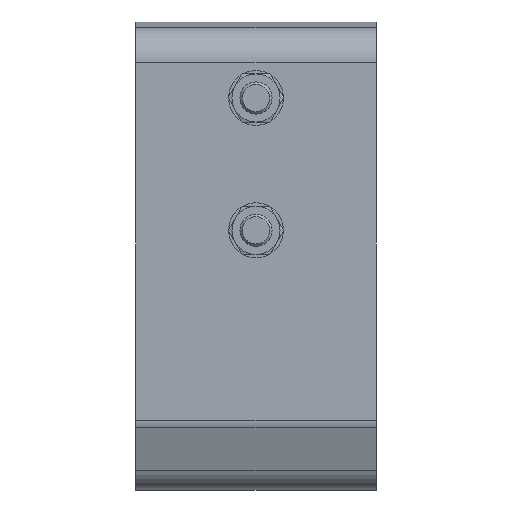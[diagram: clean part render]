
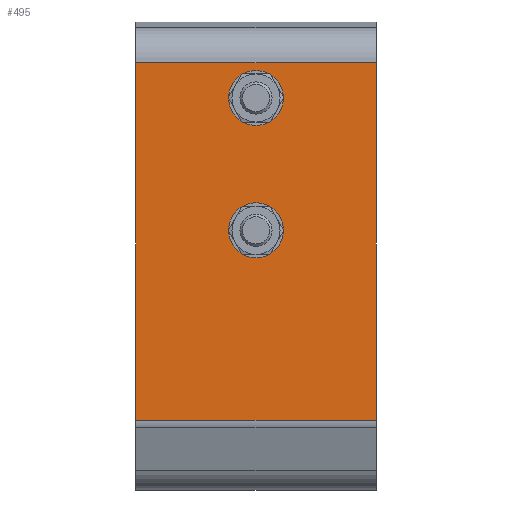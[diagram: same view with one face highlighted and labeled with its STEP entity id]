
A CAD part, left-side view. The second image highlights one B-rep face of the part: STEP entity #495.
In plain terms, the highlighted planar face has unit normal (-1, 0, 0).
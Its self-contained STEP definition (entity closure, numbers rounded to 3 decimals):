
#495=ADVANCED_FACE('',(#932,#933,#934),#935,.T.);
#932=FACE_OUTER_BOUND('',#1366,.T.);
#933=FACE_BOUND('',#1367,.T.);
#934=FACE_BOUND('',#1368,.T.);
#935=PLANE('',#1369);
#1366=EDGE_LOOP('',(#2243,#2244,#2245,#2246));
#1367=EDGE_LOOP('',(#2247));
#1368=EDGE_LOOP('',(#2248));
#1369=AXIS2_PLACEMENT_3D('',#2249,#2250,#2251);
#2243=ORIENTED_EDGE('',*,*,#2887,.T.);
#2244=ORIENTED_EDGE('',*,*,#2561,.T.);
#2245=ORIENTED_EDGE('',*,*,#2898,.T.);
#2246=ORIENTED_EDGE('',*,*,#2689,.T.);
#2247=ORIENTED_EDGE('',*,*,#2883,.T.);
#2248=ORIENTED_EDGE('',*,*,#2857,.T.);
#2249=CARTESIAN_POINT('',(84.195,-5.346,259.033));
#2250=DIRECTION('',(-1.,0.,0.));
#2251=DIRECTION('',(0.,1.,0.));
#2561=EDGE_CURVE('',#2960,#2965,#2967,.T.);
#2689=EDGE_CURVE('',#3186,#3184,#3187,.T.);
#2857=EDGE_CURVE('',#3424,#3424,#3425,.T.);
#2883=EDGE_CURVE('',#3456,#3456,#3457,.T.);
#2887=EDGE_CURVE('',#3184,#2960,#3461,.T.);
#2898=EDGE_CURVE('',#2965,#3186,#3475,.T.);
#2960=VERTEX_POINT('',#3546);
#2965=VERTEX_POINT('',#3552);
#2967=LINE('',#3554,#3555);
#3184=VERTEX_POINT('',#3944);
#3186=VERTEX_POINT('',#3946);
#3187=LINE('',#3947,#3948);
#3424=VERTEX_POINT('',#4479);
#3425=CIRCLE('',#4480,10.);
#3456=VERTEX_POINT('',#4525);
#3457=CIRCLE('',#4526,10.);
#3461=LINE('',#4531,#4532);
#3475=LINE('',#4549,#4550);
#3546=CARTESIAN_POINT('',(84.195,-5.346,259.033));
#3552=CARTESIAN_POINT('',(84.195,-125.346,259.033));
#3554=CARTESIAN_POINT('',(84.195,-5.346,259.033));
#3555=VECTOR('',#4640,1.);
#3944=CARTESIAN_POINT('',(84.195,-5.346,437.433));
#3946=CARTESIAN_POINT('',(84.195,-125.346,437.433));
#3947=CARTESIAN_POINT('',(84.195,-5.346,437.433));
#3948=VECTOR('',#4772,1.);
#4479=CARTESIAN_POINT('',(84.195,-65.346,363.806));
#4480=AXIS2_PLACEMENT_3D('',#4933,#4934,#4935);
#4525=CARTESIAN_POINT('',(84.195,-65.346,429.806));
#4526=AXIS2_PLACEMENT_3D('',#4957,#4958,#4959);
#4531=CARTESIAN_POINT('',(84.195,-5.346,259.033));
#4532=VECTOR('',#4964,1.);
#4549=CARTESIAN_POINT('',(84.195,-125.346,259.033));
#4550=VECTOR('',#4974,1.);
#4640=DIRECTION('',(0.,-1.,0.));
#4772=DIRECTION('',(0.,1.,0.));
#4933=CARTESIAN_POINT('',(84.195,-65.346,353.806));
#4934=DIRECTION('',(1.,0.,0.));
#4935=DIRECTION('',(0.,0.,1.));
#4957=CARTESIAN_POINT('',(84.195,-65.346,419.806));
#4958=DIRECTION('',(1.,0.,0.));
#4959=DIRECTION('',(0.,0.,1.));
#4964=DIRECTION('',(0.,0.,-1.));
#4974=DIRECTION('',(0.,0.,1.));
